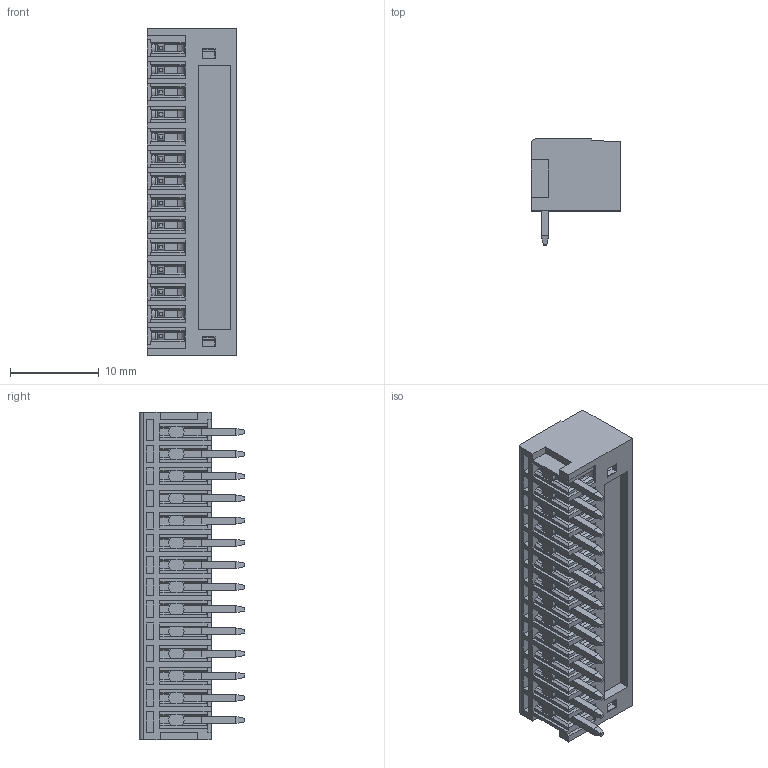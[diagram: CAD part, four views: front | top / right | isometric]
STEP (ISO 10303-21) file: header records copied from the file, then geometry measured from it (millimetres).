
FILE_DESCRIPTION((''),'2;1');
FILE_NAME('TLPHC-006R-17P','2024-09-18T',('sheji'),(''),'PRO/ENGINEER BY PARAMETRIC TECHNOLOGY CORPORATION, 2015240','PRO/ENGINEER BY PARAMETRIC TECHNOLOGY CORPORATION, 2015240','');
FILE_SCHEMA(('CONFIG_CONTROL_DESIGN'));
Length unit declared in the file: millimetre
Products named in the file (1): TLPHC-006R-17P
Bounding box: 10.1 x 11.9 x 36.9 mm (x, y, z)
Volume: 1627.3 mm3; surface area: 3293.1 mm2
Topology: 1 solids, 1 shells, 1320 faces, 3496 edges, 2222 vertices
Faces by surface type: plane 1151, cylinder 113, cone 56
Entity records: 40011 total; most frequent: CARTESIAN_POINT 7177, ORIENTED_EDGE 6992, DIRECTION 6432, EDGE_CURVE 3496, VECTOR 3116, LINE 3116, VERTEX_POINT 2222, AXIS2_PLACEMENT_3D 1658
